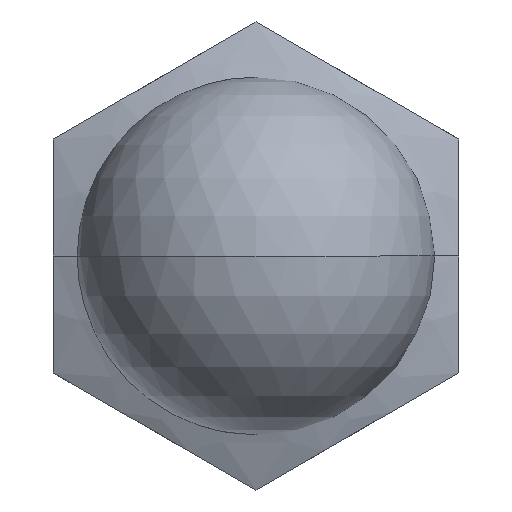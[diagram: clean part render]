
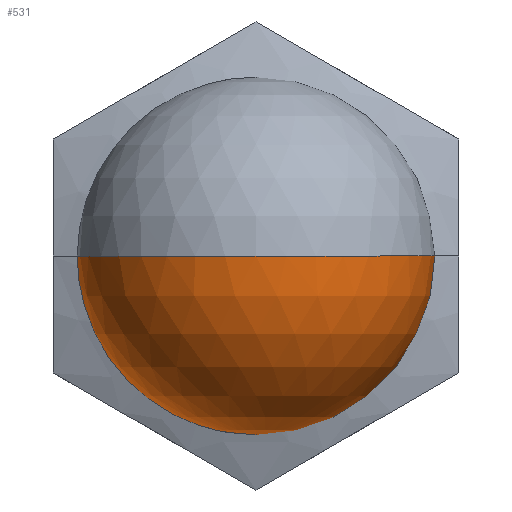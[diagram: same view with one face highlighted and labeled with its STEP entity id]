
A CAD part, front view. The second image highlights one B-rep face of the part: STEP entity #531.
In plain terms, the highlighted spherical face has radius 7.5 mm.
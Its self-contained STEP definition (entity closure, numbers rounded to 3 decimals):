
#22 = EDGE_LOOP ( 'NONE', ( #744, #397, #181 ) ) ;
#70 = CARTESIAN_POINT ( 'NONE',  ( 6., -10., 0. ) ) ;
#89 = EDGE_CURVE ( 'NONE', #736, #702, #776, .T. ) ;
#115 = CARTESIAN_POINT ( 'NONE',  ( -6., -10., 0. ) ) ;
#172 = VERTEX_POINT ( 'NONE', #194 ) ;
#181 = ORIENTED_EDGE ( 'NONE', *, *, #89, .F. ) ;
#194 = CARTESIAN_POINT ( 'NONE',  ( 0., -22., 0. ) ) ;
#227 = CARTESIAN_POINT ( 'NONE',  ( 0., -14.5, 0. ) ) ;
#260 = CARTESIAN_POINT ( 'NONE',  ( 0., -14.5, 0. ) ) ;
#293 = DIRECTION ( 'NONE',  ( -1., 0., 0. ) ) ;
#320 = AXIS2_PLACEMENT_3D ( 'NONE', #385, #843, #452 ) ;
#333 = AXIS2_PLACEMENT_3D ( 'NONE', #260, #788, #335 ) ;
#335 = DIRECTION ( 'NONE',  ( -1., 0., 0. ) ) ;
#372 = EDGE_CURVE ( 'NONE', #172, #702, #719, .T. ) ;
#378 = AXIS2_PLACEMENT_3D ( 'NONE', #403, #863, #473 ) ;
#385 = CARTESIAN_POINT ( 'NONE',  ( 0., -10., 0. ) ) ;
#397 = ORIENTED_EDGE ( 'NONE', *, *, #372, .T. ) ;
#403 = CARTESIAN_POINT ( 'NONE',  ( 0., -14.5, 0. ) ) ;
#452 = DIRECTION ( 'NONE',  ( -1., 0., 0. ) ) ;
#473 = DIRECTION ( 'NONE',  ( 1., 0., 0. ) ) ;
#514 = EDGE_CURVE ( 'NONE', #172, #736, #677, .T. ) ;
#531 = ADVANCED_FACE ( 'NONE', ( #653 ), #846, .T. ) ;
#551 = AXIS2_PLACEMENT_3D ( 'NONE', #227, #694, #293 ) ;
#653 = FACE_OUTER_BOUND ( 'NONE', #22, .T. ) ;
#677 = CIRCLE ( 'NONE', #378, 7.5 ) ;
#694 = DIRECTION ( 'NONE',  ( 0., 0., -1. ) ) ;
#702 = VERTEX_POINT ( 'NONE', #115 ) ;
#719 = CIRCLE ( 'NONE', #551, 7.5 ) ;
#736 = VERTEX_POINT ( 'NONE', #70 ) ;
#744 = ORIENTED_EDGE ( 'NONE', *, *, #514, .F. ) ;
#776 = CIRCLE ( 'NONE', #320, 6. ) ;
#788 = DIRECTION ( 'NONE',  ( 0., 0., 1. ) ) ;
#843 = DIRECTION ( 'NONE',  ( 0., 1., 0. ) ) ;
#846 = SPHERICAL_SURFACE ( 'NONE', #333, 7.5 ) ;
#863 = DIRECTION ( 'NONE',  ( 0., 0., 1. ) ) ;
